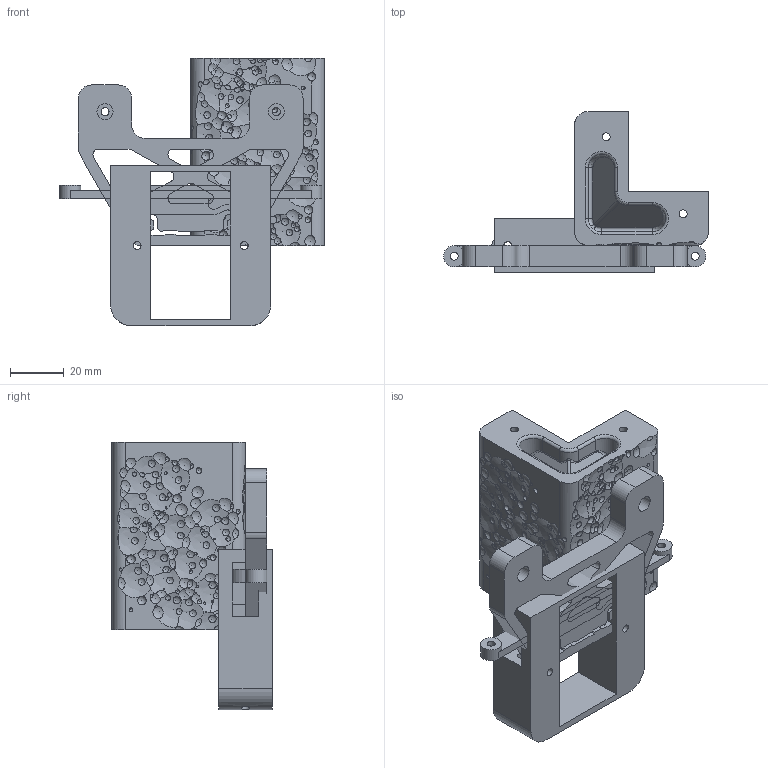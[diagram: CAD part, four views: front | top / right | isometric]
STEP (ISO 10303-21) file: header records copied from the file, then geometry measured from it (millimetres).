
FILE_DESCRIPTION(/* description */ ('STEP AP242','CAx-IF Rec.Pracs.---Representation and Presentation of Product Manufacturing Information (PMI)---4.0---2014-10-13','CAx-IF Rec.Pracs.---3D Tessellated Geometry---0.4---2014-09-14','2;1'),/* implementation_level */ '2;1');
FILE_NAME(/* name */ '67f0a8121d67fa7abd3b7b5d',/* time_stamp */ '2025-04-05T03:48:35Z',/* author */ (''),/* organization */ (''),/* preprocessor_version */ 'ST-DEVELOPER v20',/* originating_system */ 'ONSHAPE BY PTC INC, 1.196',/* authorisation */ ' ');
FILE_SCHEMA (('AP242_MANAGED_MODEL_BASED_3D_ENGINEERING_MIM_LF { 1 0 10303 442 1 1 4 }'));
Length unit declared in the file: metre
Products named in the file (7): DIN rail drop; DIN rail clip - generic; base standoff; DIN rail clip - Octopus pro; DIN rail clip -  LRS200 LRS350; DIN rail clip - RPI4; PSU switch mount
Bounding box: 99 x 60 x 100 mm (x, y, z)
Volume: 114806.3 mm3; surface area: 59374.5 mm2
Topology: 7 solids, 7 shells, 932 faces, 3411 edges, 2287 vertices
Faces by surface type: plane 378, sphere 351, cylinder 153, bspline 40, torus 9, cone 1
Full cylindrical faces by diameter (mm): 2.9 x2, 3 x12, 4 x1, 4.7 x2, 5.2 x2, 6 x7, 8 x4, 9 x1
Entity records: 30584 total; most frequent: CARTESIAN_POINT 6245, DIRECTION 5371, ORIENTED_EDGE 4906, EDGE_CURVE 2453, AXIS2_PLACEMENT_3D 2148, VERTEX_POINT 1668, CIRCLE 1224, EDGE_LOOP 1117
